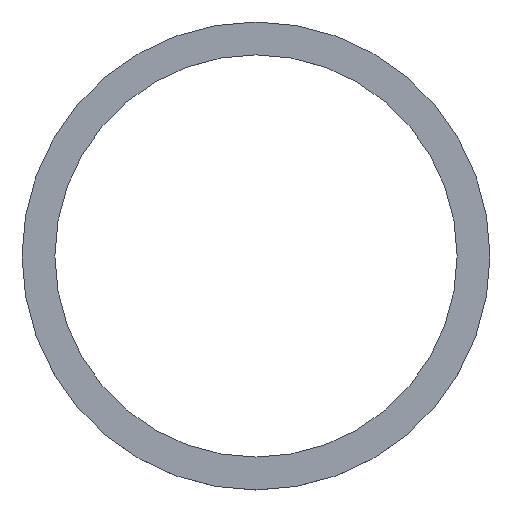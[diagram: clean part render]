
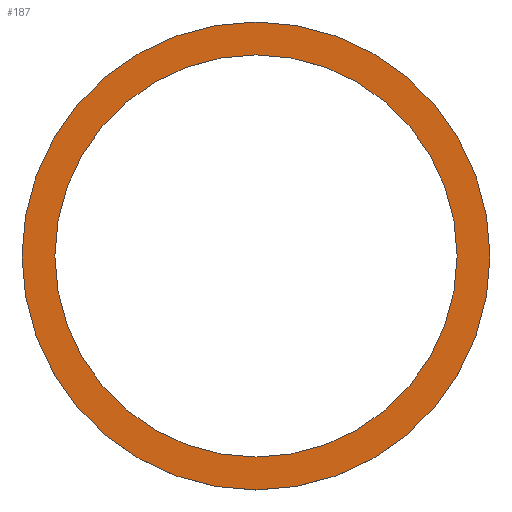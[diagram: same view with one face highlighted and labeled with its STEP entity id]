
A CAD part, top view. The second image highlights one B-rep face of the part: STEP entity #187.
In plain terms, the highlighted planar face has unit normal (0, 0, 1).
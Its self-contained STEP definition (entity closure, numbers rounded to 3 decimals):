
#15 = FACE_OUTER_BOUND ( 'NONE', #257, .T. ) ;
#43 = AXIS2_PLACEMENT_3D ( 'NONE', #303, #53, #47 ) ;
#47 = DIRECTION ( 'NONE',  ( -1., 0., 0. ) ) ;
#53 = DIRECTION ( 'NONE',  ( 0., 0., -1. ) ) ;
#59 = CIRCLE ( 'NONE', #314, 159. ) ;
#96 = CARTESIAN_POINT ( 'NONE',  ( 185., 0., 0. ) ) ;
#97 = EDGE_CURVE ( 'NONE', #282, #370, #469, .T. ) ;
#107 = CARTESIAN_POINT ( 'NONE',  ( 0., 0., 0. ) ) ;
#112 = EDGE_LOOP ( 'NONE', ( #219, #264 ) ) ;
#116 = DIRECTION ( 'NONE',  ( 1., 0., 0. ) ) ;
#128 = DIRECTION ( 'NONE',  ( 1., 0., 0. ) ) ;
#129 = EDGE_CURVE ( 'NONE', #179, #503, #59, .T. ) ;
#132 = DIRECTION ( 'NONE',  ( 0., 0., 1. ) ) ;
#133 = FACE_BOUND ( 'NONE', #112, .T. ) ;
#141 = DIRECTION ( 'NONE',  ( 0., 0., 1. ) ) ;
#168 = PLANE ( 'NONE',  #43 ) ;
#170 = CARTESIAN_POINT ( 'NONE',  ( 0., 0., 0. ) ) ;
#175 = ORIENTED_EDGE ( 'NONE', *, *, #432, .T. ) ;
#179 = VERTEX_POINT ( 'NONE', #223 ) ;
#181 = DIRECTION ( 'NONE',  ( 1., 0., 0. ) ) ;
#187 = ADVANCED_FACE ( 'NONE', ( #133, #15 ), #168, .F. ) ;
#194 = CARTESIAN_POINT ( 'NONE',  ( -185., 0., 0. ) ) ;
#219 = ORIENTED_EDGE ( 'NONE', *, *, #294, .F. ) ;
#222 = AXIS2_PLACEMENT_3D ( 'NONE', #379, #525, #308 ) ;
#223 = CARTESIAN_POINT ( 'NONE',  ( -159., 0., 0. ) ) ;
#234 = CIRCLE ( 'NONE', #508, 185. ) ;
#237 = DIRECTION ( 'NONE',  ( 0., 0., 1. ) ) ;
#257 = EDGE_LOOP ( 'NONE', ( #175, #506 ) ) ;
#264 = ORIENTED_EDGE ( 'NONE', *, *, #129, .F. ) ;
#271 = AXIS2_PLACEMENT_3D ( 'NONE', #293, #237, #181 ) ;
#282 = VERTEX_POINT ( 'NONE', #194 ) ;
#293 = CARTESIAN_POINT ( 'NONE',  ( 0., 0., 0. ) ) ;
#294 = EDGE_CURVE ( 'NONE', #503, #179, #501, .T. ) ;
#303 = CARTESIAN_POINT ( 'NONE',  ( 0., 159., 0. ) ) ;
#308 = DIRECTION ( 'NONE',  ( 1., 0., 0. ) ) ;
#314 = AXIS2_PLACEMENT_3D ( 'NONE', #170, #132, #128 ) ;
#370 = VERTEX_POINT ( 'NONE', #96 ) ;
#379 = CARTESIAN_POINT ( 'NONE',  ( 0., 0., 0. ) ) ;
#403 = CARTESIAN_POINT ( 'NONE',  ( 159., 0., 0. ) ) ;
#432 = EDGE_CURVE ( 'NONE', #370, #282, #234, .T. ) ;
#469 = CIRCLE ( 'NONE', #222, 185. ) ;
#501 = CIRCLE ( 'NONE', #271, 159. ) ;
#503 = VERTEX_POINT ( 'NONE', #403 ) ;
#506 = ORIENTED_EDGE ( 'NONE', *, *, #97, .T. ) ;
#508 = AXIS2_PLACEMENT_3D ( 'NONE', #107, #141, #116 ) ;
#525 = DIRECTION ( 'NONE',  ( 0., 0., 1. ) ) ;
